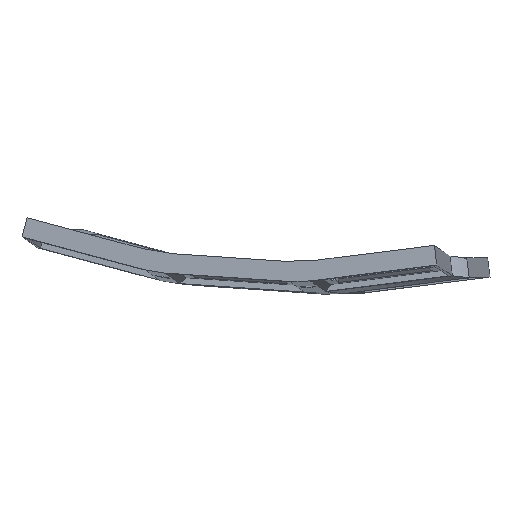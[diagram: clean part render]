
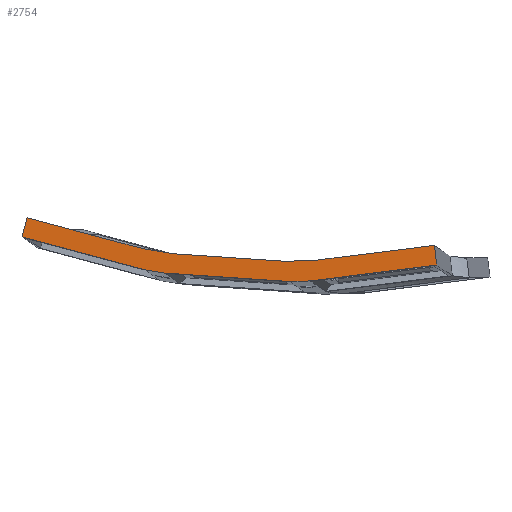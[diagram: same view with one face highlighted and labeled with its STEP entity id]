
A CAD part, left-side view. The second image highlights one B-rep face of the part: STEP entity #2754.
In plain terms, the highlighted planar face has unit normal (-0.989, 0.121, 0.084).
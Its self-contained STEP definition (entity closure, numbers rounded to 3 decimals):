
#70=PLANE('',#2906);
#214=FACE_OUTER_BOUND('',#365,.T.);
#365=EDGE_LOOP('',(#2103,#2104,#2105,#2106,#2107,#2108,#2109,#2110,#2111,
#2112,#2113,#2114));
#533=LINE('',#3964,#921);
#541=LINE('',#3981,#929);
#543=LINE('',#3985,#931);
#572=LINE('',#4041,#960);
#589=LINE('',#4079,#977);
#591=LINE('',#4089,#979);
#598=LINE('',#4103,#986);
#599=LINE('',#4105,#987);
#600=LINE('',#4107,#988);
#601=LINE('',#4108,#989);
#602=LINE('',#4109,#990);
#603=LINE('',#4110,#991);
#921=VECTOR('',#3069,10.);
#929=VECTOR('',#3081,10.);
#931=VECTOR('',#3085,10.);
#960=VECTOR('',#3126,10.);
#977=VECTOR('',#3171,10.);
#979=VECTOR('',#3181,10.);
#986=VECTOR('',#3190,10.);
#987=VECTOR('',#3191,10.);
#988=VECTOR('',#3192,10.);
#989=VECTOR('',#3193,10.);
#990=VECTOR('',#3194,10.);
#991=VECTOR('',#3195,10.);
#1295=VERTEX_POINT('',#3960);
#1296=VERTEX_POINT('',#3962);
#1303=VERTEX_POINT('',#3980);
#1304=VERTEX_POINT('',#3984);
#1323=VERTEX_POINT('',#4035);
#1332=VERTEX_POINT('',#4077);
#1335=VERTEX_POINT('',#4087);
#1336=VERTEX_POINT('',#4088);
#1341=VERTEX_POINT('',#4101);
#1342=VERTEX_POINT('',#4102);
#1343=VERTEX_POINT('',#4104);
#1344=VERTEX_POINT('',#4106);
#1561=EDGE_CURVE('',#1296,#1295,#533,.T.);
#1569=EDGE_CURVE('',#1295,#1303,#541,.T.);
#1571=EDGE_CURVE('',#1304,#1303,#543,.T.);
#1600=EDGE_CURVE('',#1323,#1304,#572,.T.);
#1619=EDGE_CURVE('',#1296,#1332,#589,.T.);
#1623=EDGE_CURVE('',#1335,#1336,#591,.T.);
#1630=EDGE_CURVE('',#1341,#1342,#598,.T.);
#1631=EDGE_CURVE('',#1341,#1343,#599,.T.);
#1632=EDGE_CURVE('',#1344,#1343,#600,.T.);
#1633=EDGE_CURVE('',#1344,#1335,#601,.T.);
#1634=EDGE_CURVE('',#1336,#1323,#602,.T.);
#1635=EDGE_CURVE('',#1342,#1332,#603,.F.);
#2103=ORIENTED_EDGE('',*,*,#1630,.F.);
#2104=ORIENTED_EDGE('',*,*,#1631,.T.);
#2105=ORIENTED_EDGE('',*,*,#1632,.F.);
#2106=ORIENTED_EDGE('',*,*,#1633,.T.);
#2107=ORIENTED_EDGE('',*,*,#1623,.T.);
#2108=ORIENTED_EDGE('',*,*,#1634,.T.);
#2109=ORIENTED_EDGE('',*,*,#1600,.T.);
#2110=ORIENTED_EDGE('',*,*,#1571,.T.);
#2111=ORIENTED_EDGE('',*,*,#1569,.F.);
#2112=ORIENTED_EDGE('',*,*,#1561,.F.);
#2113=ORIENTED_EDGE('',*,*,#1619,.T.);
#2114=ORIENTED_EDGE('',*,*,#1635,.F.);
#2754=ADVANCED_FACE('',(#214),#70,.T.);
#2906=AXIS2_PLACEMENT_3D('',#4100,#3188,#3189);
#3069=DIRECTION('',(-0.11,-0.986,0.124));
#3081=DIRECTION('',(-0.098,-0.113,-0.989));
#3085=DIRECTION('',(-0.11,-0.986,0.124));
#3126=DIRECTION('',(-0.119,-0.993,0.029));
#3171=DIRECTION('',(0.119,0.993,-0.029));
#3181=DIRECTION('',(-0.133,-0.978,-0.162));
#3188=DIRECTION('center_axis',(-0.989,0.121,0.084));
#3189=DIRECTION('ref_axis',(-0.117,-0.299,-0.947));
#3190=DIRECTION('',(-0.133,-0.978,-0.162));
#3191=DIRECTION('',(0.139,0.957,0.255));
#3192=DIRECTION('',(0.05,-0.264,0.963));
#3193=DIRECTION('',(-0.139,-0.957,-0.255));
#3194=DIRECTION('',(-0.127,-0.99,-0.067));
#3195=DIRECTION('',(0.127,0.99,0.067));
#3960=CARTESIAN_POINT('',(153.305,-12.155,12.404));
#3962=CARTESIAN_POINT('',(155.258,5.367,10.2));
#3964=CARTESIAN_POINT('',(153.305,-12.155,12.404));
#3980=CARTESIAN_POINT('',(153.019,-12.486,9.521));
#3981=CARTESIAN_POINT('',(153.699,-11.698,16.386));
#3984=CARTESIAN_POINT('',(155.085,6.046,7.191));
#3985=CARTESIAN_POINT('',(153.019,-12.486,9.521));
#4035=CARTESIAN_POINT('',(155.444,9.044,7.104));
#4041=CARTESIAN_POINT('',(154.165,-1.641,7.413));
#4077=CARTESIAN_POINT('',(155.792,9.833,10.071));
#4079=CARTESIAN_POINT('',(155.258,5.367,10.2));
#4087=CARTESIAN_POINT('',(158.192,30.341,8.834));
#4088=CARTESIAN_POINT('',(157.789,27.387,8.345));
#4089=CARTESIAN_POINT('',(154.176,0.857,3.952));
#4100=CARTESIAN_POINT('Origin',(151.323,-33.002,19.045));
#4101=CARTESIAN_POINT('',(158.478,30.55,11.903));
#4102=CARTESIAN_POINT('',(157.879,26.15,11.175));
#4103=CARTESIAN_POINT('',(154.054,-1.93,6.525));
#4104=CARTESIAN_POINT('',(160.938,47.534,16.437));
#4105=CARTESIAN_POINT('',(160.938,47.534,16.437));
#4106=CARTESIAN_POINT('',(160.794,48.305,13.629));
#4107=CARTESIAN_POINT('',(161.721,43.365,31.632));
#4108=CARTESIAN_POINT('',(160.794,48.305,13.629));
#4109=CARTESIAN_POINT('',(155.444,9.044,7.104));
#4110=CARTESIAN_POINT('',(154.298,-1.851,9.281));
